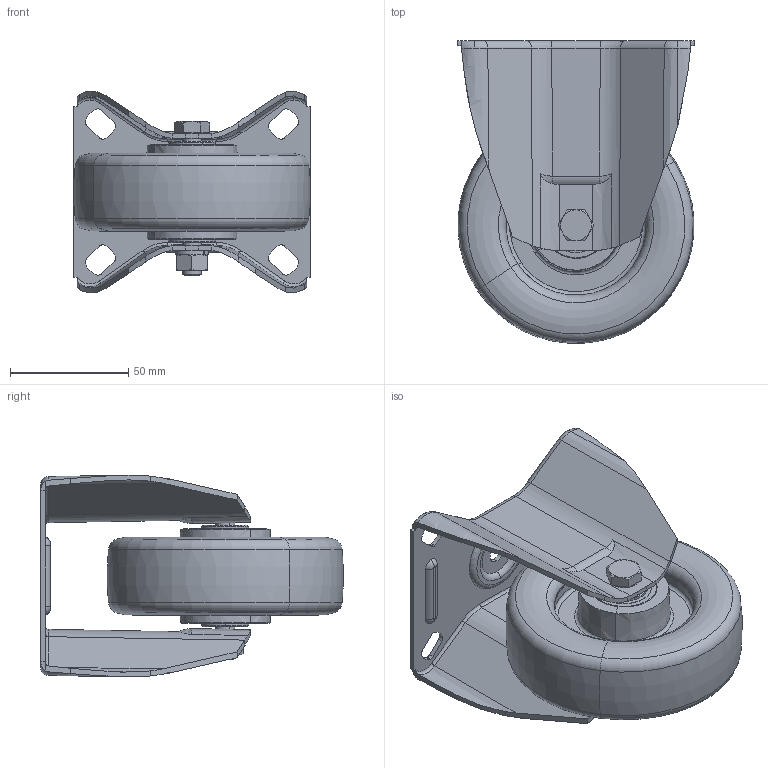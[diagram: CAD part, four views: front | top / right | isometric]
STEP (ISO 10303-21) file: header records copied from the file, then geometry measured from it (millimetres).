
FILE_DESCRIPTION (( 'STEP AP214' ), '1' );
FILE_NAME ('0029895_B-MV-EPUK-100-K_(A-02).step', '2019-10-11T09:11:39', ( '' ), ( '' ), 'SwSTEP 2.0', 'SolidWorks 2018', '' );
FILE_SCHEMA (( 'AUTOMOTIVE_DESIGN' ));
Length unit declared in the file: millimetre
Products named in the file (1): 0029895_B-MV-EPUK-100-K_(A-02)
Bounding box: 100.07 x 127.87 x 85.26 mm (x, y, z)
Volume: 256077.2 mm3; surface area: 124087.5 mm2
Topology: 19 solids, 19 shells, 733 faces, 1828 edges, 1148 vertices
Faces by surface type: torus 214, plane 185, cylinder 178, cone 106, bspline 50
Entity records: 32217 total; most frequent: CARTESIAN_POINT 6188, DIRECTION 4040, ORIENTED_EDGE 3656, EDGE_CURVE 1828, AXIS2_PLACEMENT_3D 1756, VERTEX_POINT 1148, CIRCLE 1072, EDGE_LOOP 794
